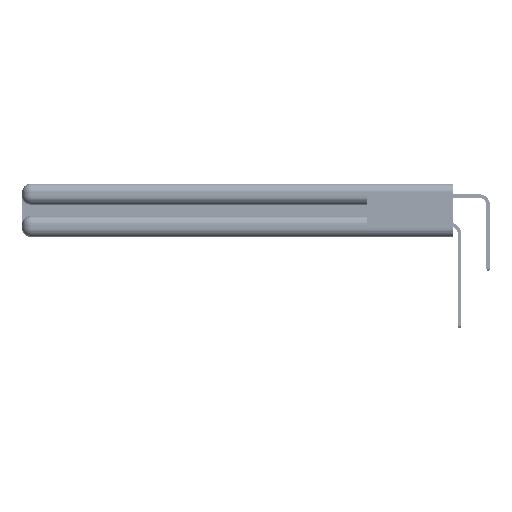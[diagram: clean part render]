
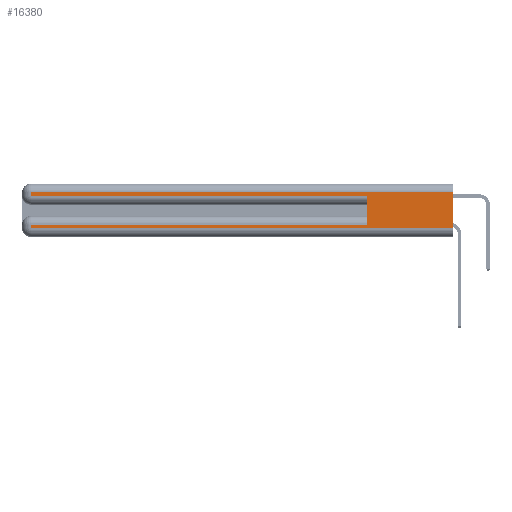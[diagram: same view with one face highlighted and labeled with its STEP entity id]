
A CAD part, left-side view. The second image highlights one B-rep face of the part: STEP entity #16380.
In plain terms, the highlighted planar face has unit normal (-1, 0, 0).
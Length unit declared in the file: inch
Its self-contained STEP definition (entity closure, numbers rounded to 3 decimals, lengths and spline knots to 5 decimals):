
#1319 = CARTESIAN_POINT ( 'NONE',  ( 0., 0., 0.37 ) ) ;
#1799 = EDGE_CURVE ( 'NONE', #15779, #51890, #12276, .T. ) ;
#2646 = VERTEX_POINT ( 'NONE', #8566 ) ;
#3302 = CARTESIAN_POINT ( 'NONE',  ( 0., 0.6, 0.145 ) ) ;
#3367 = LINE ( 'NONE', #33562, #43475 ) ;
#5552 = DIRECTION ( 'NONE',  ( 0., 0., -1. ) ) ;
#6020 = VECTOR ( 'NONE', #7397, 39.37008 ) ;
#6801 = CARTESIAN_POINT ( 'NONE',  ( 0., 0., 0.285 ) ) ;
#7397 = DIRECTION ( 'NONE',  ( 0., 1., 0. ) ) ;
#7728 = VECTOR ( 'NONE', #11851, 39.37008 ) ;
#7993 = ORIENTED_EDGE ( 'NONE', *, *, #8499, .T. ) ;
#8312 = VECTOR ( 'NONE', #32098, 39.37008 ) ;
#8499 = EDGE_CURVE ( 'NONE', #29950, #51300, #26224, .T. ) ;
#8566 = CARTESIAN_POINT ( 'NONE',  ( 0., 0., 0.06 ) ) ;
#8696 = EDGE_CURVE ( 'NONE', #36394, #15779, #49866, .T. ) ;
#9038 = LINE ( 'NONE', #3302, #7728 ) ;
#9811 = VECTOR ( 'NONE', #20745, 39.37008 ) ;
#10689 = EDGE_CURVE ( 'NONE', #51890, #2646, #42728, .T. ) ;
#11290 = EDGE_LOOP ( 'NONE', ( #33105, #7993, #18694, #14398, #15281, #43956, #47847, #51028 ) ) ;
#11838 = VERTEX_POINT ( 'NONE', #20811 ) ;
#11851 = DIRECTION ( 'NONE',  ( 0., 0., 1. ) ) ;
#12276 = LINE ( 'NONE', #48453, #46495 ) ;
#12650 = AXIS2_PLACEMENT_3D ( 'NONE', #1319, #30472, #5552 ) ;
#14398 = ORIENTED_EDGE ( 'NONE', *, *, #21651, .T. ) ;
#14950 = DIRECTION ( 'NONE',  ( 0., -1., 0. ) ) ;
#15281 = ORIENTED_EDGE ( 'NONE', *, *, #29740, .F. ) ;
#15779 = VERTEX_POINT ( 'NONE', #21984 ) ;
#16380 = ADVANCED_FACE ( 'NONE', ( #18340 ), #46702, .F. ) ;
#17008 = VECTOR ( 'NONE', #14950, 39.37008 ) ;
#18340 = FACE_OUTER_BOUND ( 'NONE', #11290, .T. ) ;
#18694 = ORIENTED_EDGE ( 'NONE', *, *, #51386, .T. ) ;
#20745 = DIRECTION ( 'NONE',  ( 0., -1., 0. ) ) ;
#20811 = CARTESIAN_POINT ( 'NONE',  ( 0., 0.6, 0.285 ) ) ;
#21651 = EDGE_CURVE ( 'NONE', #31503, #11838, #49797, .T. ) ;
#21984 = CARTESIAN_POINT ( 'NONE',  ( 0., 2.94, 0.085 ) ) ;
#22710 = CARTESIAN_POINT ( 'NONE',  ( 0., 0., 0.31 ) ) ;
#24387 = CARTESIAN_POINT ( 'NONE',  ( 0., 2.94, 0.285 ) ) ;
#25242 = DIRECTION ( 'NONE',  ( 0., 0., -1. ) ) ;
#26224 = LINE ( 'NONE', #22710, #46729 ) ;
#27936 = CARTESIAN_POINT ( 'NONE',  ( 0., 0., 0.37 ) ) ;
#28116 = CARTESIAN_POINT ( 'NONE',  ( 0., 0., 0.085 ) ) ;
#29673 = CARTESIAN_POINT ( 'NONE',  ( 0., 0., 0.31 ) ) ;
#29740 = EDGE_CURVE ( 'NONE', #36394, #11838, #9038, .T. ) ;
#29950 = VERTEX_POINT ( 'NONE', #29673 ) ;
#30472 = DIRECTION ( 'NONE',  ( 1., 0., 0. ) ) ;
#30506 = CARTESIAN_POINT ( 'NONE',  ( 0., 0.6, 0.085 ) ) ;
#31227 = DIRECTION ( 'NONE',  ( 0., 1., 0. ) ) ;
#31503 = VERTEX_POINT ( 'NONE', #24387 ) ;
#31722 = LINE ( 'NONE', #27936, #8312 ) ;
#32098 = DIRECTION ( 'NONE',  ( 0., 0., -1. ) ) ;
#33105 = ORIENTED_EDGE ( 'NONE', *, *, #40526, .F. ) ;
#33562 = CARTESIAN_POINT ( 'NONE',  ( 0., 2.94, 0.37 ) ) ;
#36130 = DIRECTION ( 'NONE',  ( 0., 0., -1. ) ) ;
#36394 = VERTEX_POINT ( 'NONE', #30506 ) ;
#40526 = EDGE_CURVE ( 'NONE', #29950, #2646, #31722, .T. ) ;
#42728 = LINE ( 'NONE', #49439, #9811 ) ;
#43475 = VECTOR ( 'NONE', #25242, 39.37008 ) ;
#43956 = ORIENTED_EDGE ( 'NONE', *, *, #8696, .T. ) ;
#44741 = CARTESIAN_POINT ( 'NONE',  ( 0., 2.94, 0.06 ) ) ;
#46495 = VECTOR ( 'NONE', #36130, 39.37008 ) ;
#46702 = PLANE ( 'NONE',  #12650 ) ;
#46729 = VECTOR ( 'NONE', #31227, 39.37008 ) ;
#47847 = ORIENTED_EDGE ( 'NONE', *, *, #1799, .T. ) ;
#48453 = CARTESIAN_POINT ( 'NONE',  ( 0., 2.94, 0.37 ) ) ;
#49439 = CARTESIAN_POINT ( 'NONE',  ( 0., 0., 0.06 ) ) ;
#49797 = LINE ( 'NONE', #6801, #17008 ) ;
#49866 = LINE ( 'NONE', #28116, #6020 ) ;
#51028 = ORIENTED_EDGE ( 'NONE', *, *, #10689, .T. ) ;
#51300 = VERTEX_POINT ( 'NONE', #53338 ) ;
#51386 = EDGE_CURVE ( 'NONE', #51300, #31503, #3367, .T. ) ;
#51890 = VERTEX_POINT ( 'NONE', #44741 ) ;
#53338 = CARTESIAN_POINT ( 'NONE',  ( 0., 2.94, 0.31 ) ) ;
